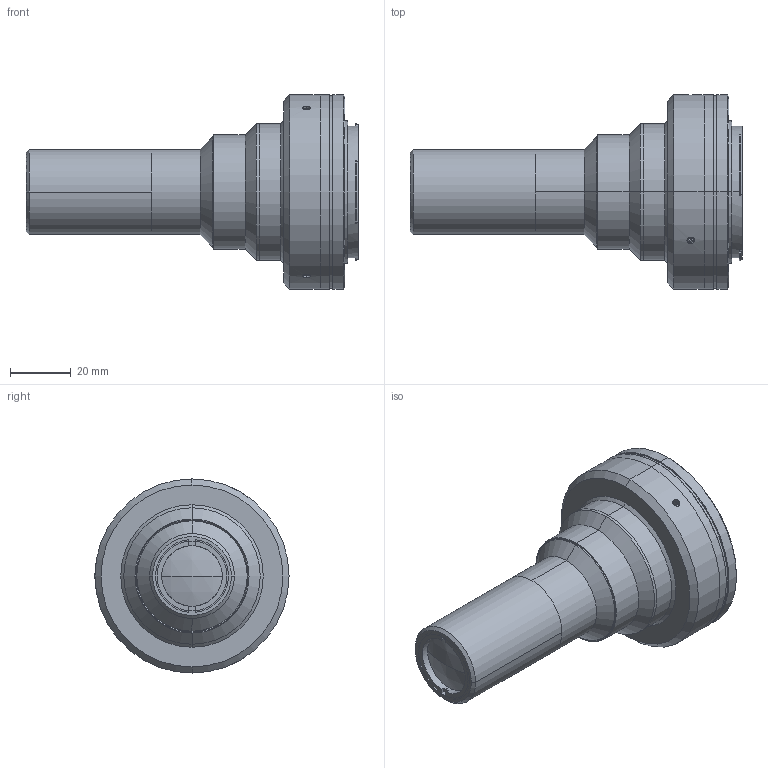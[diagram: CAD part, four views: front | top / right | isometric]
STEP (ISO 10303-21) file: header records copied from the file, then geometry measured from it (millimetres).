
FILE_DESCRIPTION (( 'STEP AP203' ), '1' );
FILE_NAME ('DP31976-A_TC4MHRP007-F.step', '2022-06-13T07:02:48', ( '' ), ( '' ), 'SwSTEP 2.0', 'SolidWorks 2021', '' );
FILE_SCHEMA (( 'CONFIG_CONTROL_DESIGN' ));
Length unit declared in the file: millimetre
Products named in the file (1): DP31976-A_TC4MHRP007-F
Bounding box: 109.47 x 64 x 64 mm (x, y, z)
Surface area: 27734.5 mm2 (no closed solid volume)
Topology: 0 solids, 16 shells, 128 faces, 349 edges, 237 vertices
Faces by surface type: cylinder 53, plane 49, cone 24, sphere 2
Entity records: 4340 total; most frequent: CARTESIAN_POINT 961, DIRECTION 752, ORIENTED_EDGE 580, EDGE_CURVE 349, AXIS2_PLACEMENT_3D 292, VERTEX_POINT 237, LINE 168, VECTOR 168
